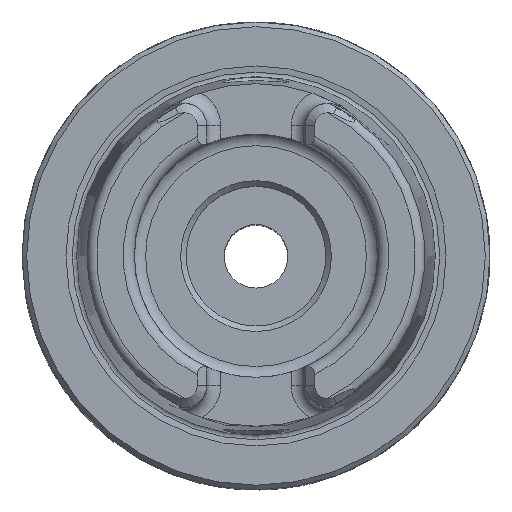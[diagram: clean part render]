
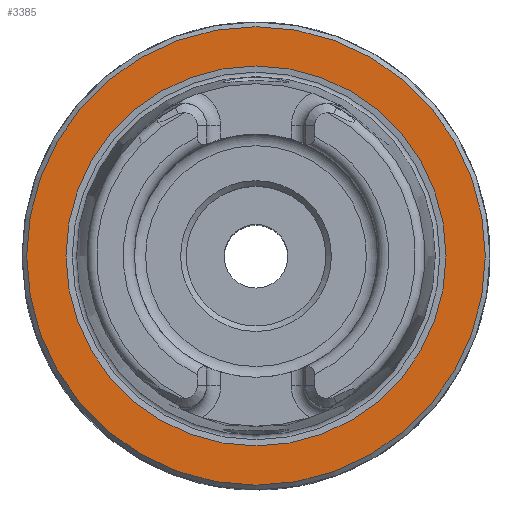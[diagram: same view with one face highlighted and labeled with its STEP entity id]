
A CAD part, top view. The second image highlights one B-rep face of the part: STEP entity #3385.
In plain terms, the highlighted planar face has unit normal (0, 0, 1).
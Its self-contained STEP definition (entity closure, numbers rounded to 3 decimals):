
#349=PLANE('',#3640);
#760=ORIENTED_EDGE('',*,*,#1211,.F.);
#761=ORIENTED_EDGE('',*,*,#1214,.T.);
#1211=EDGE_CURVE('',#1482,#1482,#1670,.T.);
#1214=EDGE_CURVE('',#1485,#1485,#1673,.T.);
#1482=VERTEX_POINT('',#5091);
#1485=VERTEX_POINT('',#5100);
#1670=CIRCLE('',#3635,20.304);
#1673=CIRCLE('',#3641,24.5);
#1874=EDGE_LOOP('',(#760));
#1875=EDGE_LOOP('',(#761));
#2101=FACE_BOUND('',#1874,.T.);
#2102=FACE_BOUND('',#1875,.T.);
#3385=ADVANCED_FACE('',(#2101,#2102),#349,.F.);
#3635=AXIS2_PLACEMENT_3D('',#5090,#4153,#4154);
#3640=AXIS2_PLACEMENT_3D('',#5098,#4163,#4164);
#3641=AXIS2_PLACEMENT_3D('',#5099,#4165,#4166);
#4153=DIRECTION('',(0.,0.,1.));
#4154=DIRECTION('',(1.,0.,0.));
#4163=DIRECTION('',(0.,0.,-1.));
#4164=DIRECTION('',(-1.,0.,0.));
#4165=DIRECTION('',(0.,0.,1.));
#4166=DIRECTION('',(1.,0.,0.));
#5090=CARTESIAN_POINT('',(0.,0.,0.));
#5091=CARTESIAN_POINT('',(20.304,0.,0.));
#5098=CARTESIAN_POINT('',(24.5,0.,0.));
#5099=CARTESIAN_POINT('',(0.,0.,0.));
#5100=CARTESIAN_POINT('',(24.5,0.,0.));
